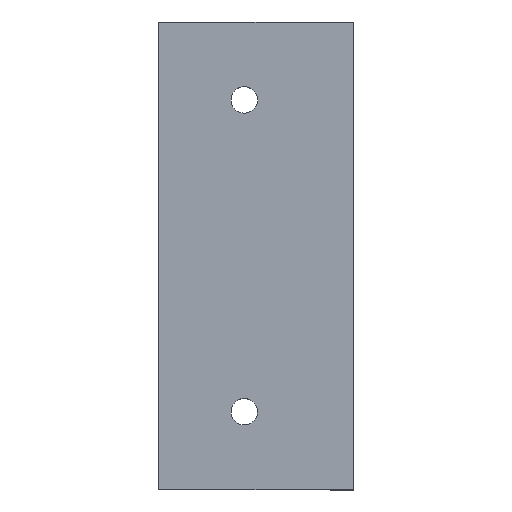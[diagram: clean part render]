
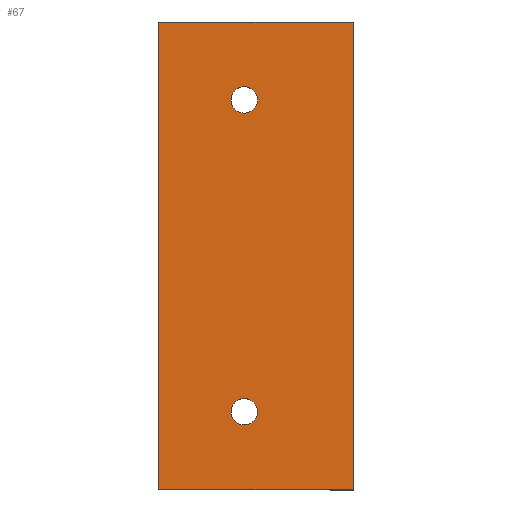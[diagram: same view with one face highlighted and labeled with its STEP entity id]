
A CAD part, top view. The second image highlights one B-rep face of the part: STEP entity #67.
In plain terms, the highlighted planar face has unit normal (0, 0, 1).
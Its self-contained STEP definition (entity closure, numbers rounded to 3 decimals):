
#38=FACE_BOUND('',#91,.T.);
#39=FACE_BOUND('',#92,.T.);
#40=FACE_BOUND('',#93,.T.);
#58=CIRCLE('',#250,1.7);
#59=CIRCLE('',#251,1.7);
#67=ADVANCED_FACE('',(#38,#39,#40),#79,.T.);
#79=PLANE('',#252);
#91=EDGE_LOOP('',(#118));
#92=EDGE_LOOP('',(#119));
#93=EDGE_LOOP('',(#120,#121,#122,#123));
#118=ORIENTED_EDGE('',*,*,#190,.T.);
#119=ORIENTED_EDGE('',*,*,#191,.T.);
#120=ORIENTED_EDGE('',*,*,#192,.F.);
#121=ORIENTED_EDGE('',*,*,#189,.F.);
#122=ORIENTED_EDGE('',*,*,#193,.T.);
#123=ORIENTED_EDGE('',*,*,#194,.T.);
#167=VERTEX_POINT('',#332);
#169=VERTEX_POINT('',#336);
#170=VERTEX_POINT('',#340);
#171=VERTEX_POINT('',#342);
#172=VERTEX_POINT('',#344);
#173=VERTEX_POINT('',#346);
#189=EDGE_CURVE('',#169,#167,#215,.T.);
#190=EDGE_CURVE('',#170,#170,#58,.T.);
#191=EDGE_CURVE('',#171,#171,#59,.T.);
#192=EDGE_CURVE('',#167,#172,#216,.T.);
#193=EDGE_CURVE('',#169,#173,#217,.T.);
#194=EDGE_CURVE('',#173,#172,#218,.T.);
#215=LINE('',#337,#233);
#216=LINE('',#343,#234);
#217=LINE('',#345,#235);
#218=LINE('',#347,#236);
#233=VECTOR('',#274,1.);
#234=VECTOR('',#281,1.);
#235=VECTOR('',#282,1.);
#236=VECTOR('',#283,1.);
#250=AXIS2_PLACEMENT_3D('',#339,#277,#278);
#251=AXIS2_PLACEMENT_3D('',#341,#279,#280);
#252=AXIS2_PLACEMENT_3D('',#348,#284,#285);
#274=DIRECTION('',(0.,1.,0.));
#277=DIRECTION('',(0.,0.,-1.));
#278=DIRECTION('',(-1.,0.,0.));
#279=DIRECTION('',(0.,0.,-1.));
#280=DIRECTION('',(-1.,0.,0.));
#281=DIRECTION('',(1.,0.,0.));
#282=DIRECTION('',(1.,0.,0.));
#283=DIRECTION('',(0.,1.,0.));
#284=DIRECTION('',(0.,0.,1.));
#285=DIRECTION('',(1.,0.,0.));
#332=CARTESIAN_POINT('',(-102.829,-22.166,-3.125));
#336=CARTESIAN_POINT('',(-102.829,-82.166,-3.125));
#337=CARTESIAN_POINT('',(-102.829,-82.166,-3.125));
#339=CARTESIAN_POINT('',(-91.829,-72.166,-3.125));
#340=CARTESIAN_POINT('',(-93.529,-72.166,-3.125));
#341=CARTESIAN_POINT('',(-91.829,-32.166,-3.125));
#342=CARTESIAN_POINT('',(-93.529,-32.166,-3.125));
#343=CARTESIAN_POINT('',(-102.829,-22.166,-3.125));
#344=CARTESIAN_POINT('',(-77.829,-22.166,-3.125));
#345=CARTESIAN_POINT('',(-102.829,-82.166,-3.125));
#346=CARTESIAN_POINT('',(-77.829,-82.166,-3.125));
#347=CARTESIAN_POINT('',(-77.829,-82.166,-3.125));
#348=CARTESIAN_POINT('',(-102.829,-82.166,-3.125));
